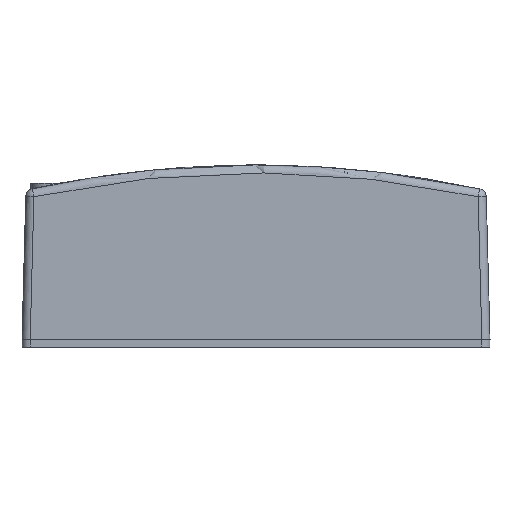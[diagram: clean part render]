
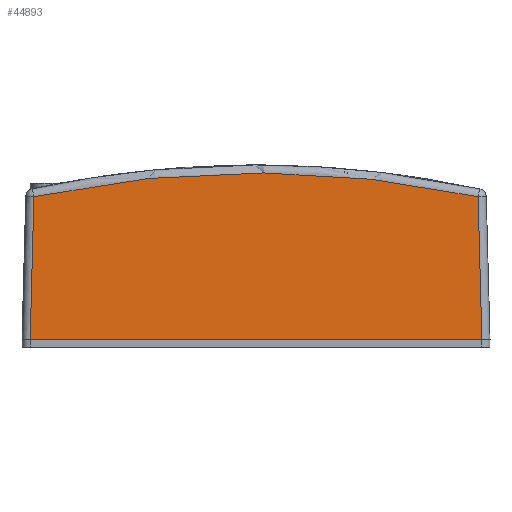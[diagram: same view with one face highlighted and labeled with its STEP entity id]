
A CAD part, front view. The second image highlights one B-rep face of the part: STEP entity #44893.
In plain terms, the highlighted face is planar.
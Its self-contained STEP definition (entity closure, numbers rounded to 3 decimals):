
#38251=DIRECTION('',(-1.,0.,0.));
#38252=VECTOR('',#38251,276.803);
#38253=CARTESIAN_POINT('',(138.402,0.,
0.));
#38254=LINE('',#38253,#38252);
#38321=CARTESIAN_POINT('',(138.402,0.,
0.));
#38419=CARTESIAN_POINT('',(136.107,2.296,
-87.637));
#38420=CARTESIAN_POINT('',(121.19,2.38,
-90.873));
#38421=CARTESIAN_POINT('',(91.212,2.521,
-96.266));
#38422=CARTESIAN_POINT('',(45.714,2.649,
-101.146));
#38423=CARTESIAN_POINT('',(0.,2.691,
-102.773));
#38424=CARTESIAN_POINT('',(-45.714,2.649,
-101.146));
#38425=CARTESIAN_POINT('',(-91.212,2.521,
-96.266));
#38426=CARTESIAN_POINT('',(-121.19,2.38,
-90.874));
#38427=CARTESIAN_POINT('',(-136.107,2.296,
-87.638));
#38432=DIRECTION('',(-0.026,-0.026,0.999));
#38433=VECTOR('',#38432,87.698);
#38434=CARTESIAN_POINT('',(-136.107,2.296,
-87.638));
#38435=LINE('',#38434,#38433);
#38439=DIRECTION('',(-0.026,0.026,-0.999));
#38440=VECTOR('',#38439,87.698);
#38441=CARTESIAN_POINT('',(138.402,0.,
0.));
#38442=LINE('',#38441,#38440);
#42858=VERTEX_POINT('',#38321);
#42859=CARTESIAN_POINT('',(-138.402,0.,
0.));
#42860=VERTEX_POINT('',#42859);
#42872=CARTESIAN_POINT('',(136.107,2.295,
-87.637));
#42873=VERTEX_POINT('',#42872);
#42874=CARTESIAN_POINT('',(-136.107,2.295,
-87.638));
#42875=VERTEX_POINT('',#42874);
#44882=CARTESIAN_POINT('',(0.,0.,0.));
#44883=DIRECTION('',(0.,-1.,-0.026));
#44884=DIRECTION('',(0.,0.026,-1.));
#44885=AXIS2_PLACEMENT_3D('',#44882,#44883,#44884);
#44886=PLANE('',#44885);
#44887=ORIENTED_EDGE('',*,*,#44846,.T.);
#44888=ORIENTED_EDGE('',*,*,#44875,.T.);
#44889=ORIENTED_EDGE('',*,*,#44770,.F.);
#44890=ORIENTED_EDGE('',*,*,#44809,.T.);
#44891=EDGE_LOOP('',(#44887,#44888,#44889,#44890));
#44892=FACE_OUTER_BOUND('',#44891,.F.);
#38428=B_SPLINE_CURVE_WITH_KNOTS('',3,(#38419,#38420,#38421,#38422,#38423,
#38424,#38425,#38426,#38427),.UNSPECIFIED.,.F.,.F.,(4,1,1,1,1,1,4),(0.,
0.167,0.333,0.5,0.667,0.833,
1.),.UNSPECIFIED.);
#44770=EDGE_CURVE('',#42858,#42860,#38254,.T.);
#44809=EDGE_CURVE('',#42858,#42873,#38442,.T.);
#44846=EDGE_CURVE('',#42873,#42875,#38428,.T.);
#44875=EDGE_CURVE('',#42875,#42860,#38435,.T.);
#44893=ADVANCED_FACE('',(#44892),#44886,.T.);
